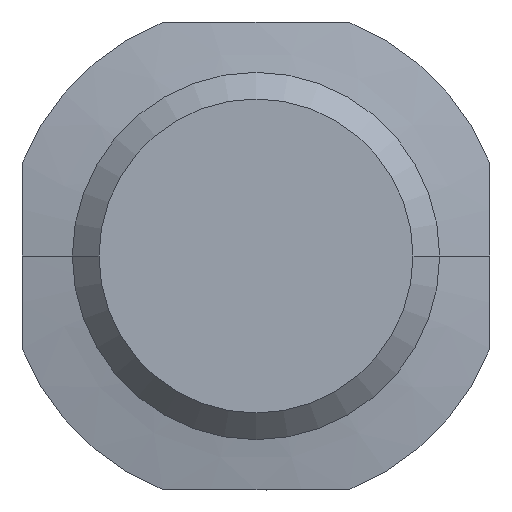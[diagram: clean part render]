
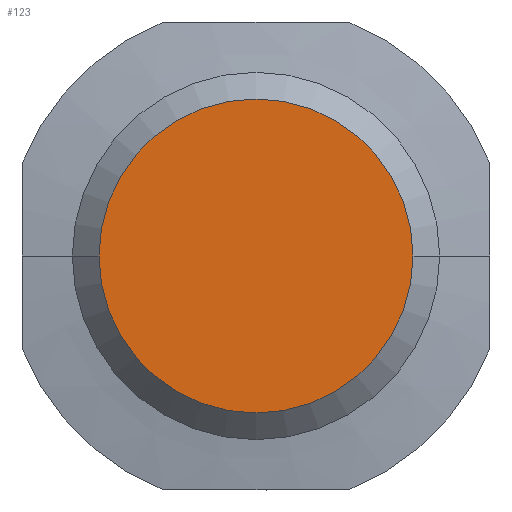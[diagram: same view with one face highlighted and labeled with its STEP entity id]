
A CAD part, left-side view. The second image highlights one B-rep face of the part: STEP entity #123.
In plain terms, the highlighted planar face has unit normal (-1, 0, 0).
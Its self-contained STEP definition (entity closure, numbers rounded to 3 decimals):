
#9 = AXIS2_PLACEMENT_3D ( 'NONE', #294, #1054, #908 ) ;
#35 = CARTESIAN_POINT ( 'NONE',  ( 0., -2.65, 0. ) ) ;
#73 = AXIS2_PLACEMENT_3D ( 'NONE', #233, #1093, #322 ) ;
#105 = ORIENTED_EDGE ( 'NONE', *, *, #905, .T. ) ;
#123 = ADVANCED_FACE ( 'NONE', ( #728 ), #393, .F. ) ;
#233 = CARTESIAN_POINT ( 'NONE',  ( 0., 0., 0. ) ) ;
#294 = CARTESIAN_POINT ( 'NONE',  ( 0., 0., 0. ) ) ;
#322 = DIRECTION ( 'NONE',  ( 0., 1., 0. ) ) ;
#393 = PLANE ( 'NONE',  #9 ) ;
#469 = AXIS2_PLACEMENT_3D ( 'NONE', #549, #998, #987 ) ;
#549 = CARTESIAN_POINT ( 'NONE',  ( 0., 0., 0. ) ) ;
#563 = CIRCLE ( 'NONE', #73, 2.65 ) ;
#718 = CIRCLE ( 'NONE', #469, 2.65 ) ;
#728 = FACE_OUTER_BOUND ( 'NONE', #1077, .T. ) ;
#896 = VERTEX_POINT ( 'NONE', #1114 ) ;
#905 = EDGE_CURVE ( 'NONE', #896, #1073, #563, .T. ) ;
#908 = DIRECTION ( 'NONE',  ( 0., 1., 0. ) ) ;
#957 = ORIENTED_EDGE ( 'NONE', *, *, #1335, .F. ) ;
#987 = DIRECTION ( 'NONE',  ( 0., 1., 0. ) ) ;
#998 = DIRECTION ( 'NONE',  ( 1., 0., 0. ) ) ;
#1054 = DIRECTION ( 'NONE',  ( 1., 0., 0. ) ) ;
#1073 = VERTEX_POINT ( 'NONE', #35 ) ;
#1077 = EDGE_LOOP ( 'NONE', ( #957, #105 ) ) ;
#1093 = DIRECTION ( 'NONE',  ( -1., 0., 0. ) ) ;
#1114 = CARTESIAN_POINT ( 'NONE',  ( 0., 2.65, 0. ) ) ;
#1335 = EDGE_CURVE ( 'NONE', #896, #1073, #718, .T. ) ;
